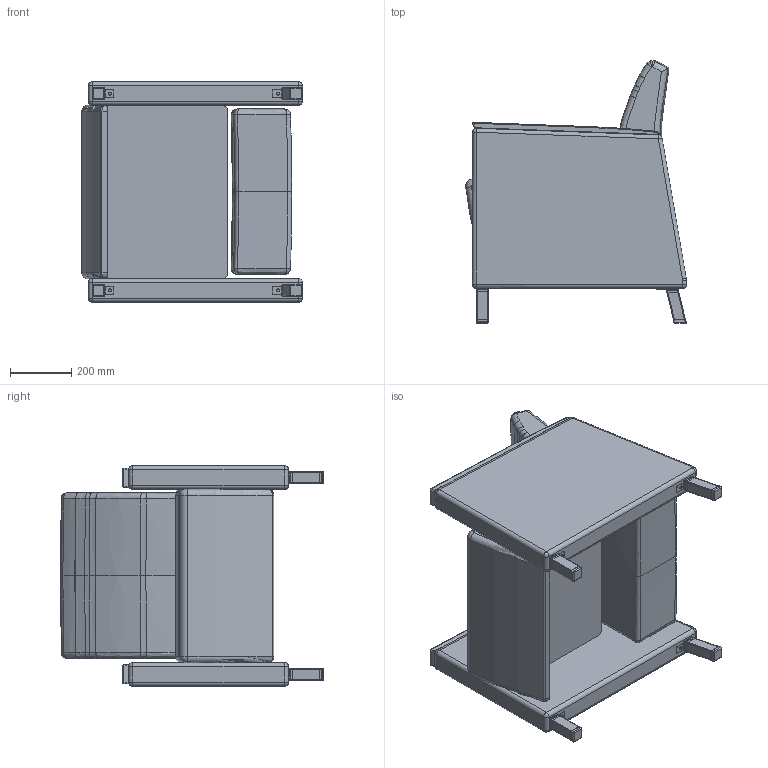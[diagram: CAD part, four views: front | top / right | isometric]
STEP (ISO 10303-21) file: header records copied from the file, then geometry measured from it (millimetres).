
FILE_DESCRIPTION(/* description */ (''),/* implementation_level */ '2;1');
FILE_NAME(/* name */ 'KMU10U-W-J.stp',/* time_stamp */ '2021-02-09T10:40:43-05:00',/* author */ ('jbosley'),/* organization */ (''),/* preprocessor_version */ 'ST-DEVELOPER v18',/* originating_system */ 'Autodesk Inventor 2020',/* authorisation */ '');
FILE_SCHEMA (('AUTOMOTIVE_DESIGN { 1 0 10303 214 3 1 1 }'));
Length unit declared in the file: inch
Products named in the file (16): KMU10U-W-J; KOU10 SEAT; KOU10 NEW BACK; LEG MBO11; LEG MBO11_1; LEG MBO11_2; LEG MBO11 TOP PLATE; LEG 4-1; LEG 4-1_1; LEG 4-1_2; LEG 4-1 TOP PLATE; LEG CAP 1.5-1 (GENERIC); LEG CAP KOL-1 (GENERIC); KMU10U-W-J_1; KMU10 ARM; WAC KMU10-B
Assembly tree (21 placements, depth 3):
  KMU10U-W-J
    KOU10 SEAT
    KOU10 NEW BACK
    KMU10 ARM
    LEG MBO11  x2
      LEG MBO11_1
      LEG MBO11_2
      LEG MBO11 TOP PLATE
    LEG 4-1  x2
      LEG 4-1_1
      LEG 4-1_2
      LEG 4-1 TOP PLATE
    LEG CAP 1.5-1 (GENERIC)  x2
    LEG CAP KOL-1 (GENERIC)  x2
    KMU10U-W-J_1  x2
      KMU10 ARM
      WAC KMU10-B
Bounding box: 719.29 x 856.33 x 717.55 mm (x, y, z)
Volume: 172534664 mm3; surface area: 4858561.4 mm2
Topology: 35 solids, 35 shells, 625 faces, 1413 edges, 854 vertices
Faces by surface type: plane 248, cylinder 199, bspline 110, sphere 40, torus 28
Full cylindrical faces by diameter (mm): 1.587 x8, 9.525 x8
Entity records: 13626 total; most frequent: CARTESIAN_POINT 5535, ORIENTED_EDGE 1612, DIRECTION 1441, EDGE_CURVE 806, AXIS2_PLACEMENT_3D 547, VERTEX_POINT 488, EDGE_LOOP 368, FACE_OUTER_BOUND 355
